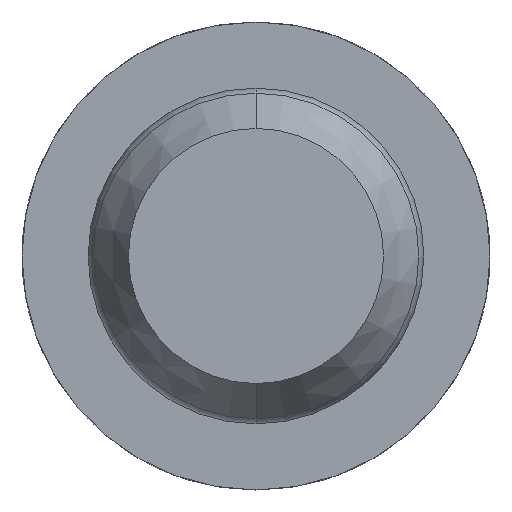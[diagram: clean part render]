
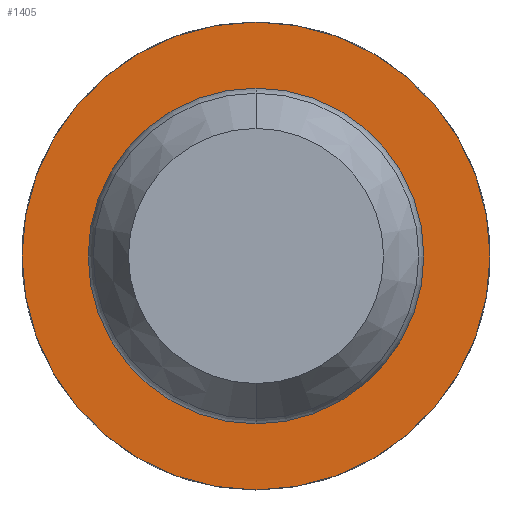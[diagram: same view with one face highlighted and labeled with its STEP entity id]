
A CAD part, front view. The second image highlights one B-rep face of the part: STEP entity #1405.
In plain terms, the highlighted planar face has unit normal (0, -1, 0).
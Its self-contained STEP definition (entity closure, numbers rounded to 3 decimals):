
#37 = EDGE_CURVE ( 'NONE', #406, #4241, #2550, .T. ) ;
#105 = VERTEX_POINT ( 'NONE', #4238 ) ;
#195 = AXIS2_PLACEMENT_3D ( 'NONE', #4215, #1722, #3486 ) ;
#202 = DIRECTION ( 'NONE',  ( 0., 0., 1. ) ) ;
#336 = CARTESIAN_POINT ( 'NONE',  ( 1.15, -10.5, 0. ) ) ;
#356 = EDGE_CURVE ( 'NONE', #4241, #406, #548, .T. ) ;
#406 = VERTEX_POINT ( 'NONE', #2283 ) ;
#548 = CIRCLE ( 'NONE', #1792, 0.825 ) ;
#554 = CARTESIAN_POINT ( 'NONE',  ( 0., -10.5, 0. ) ) ;
#569 = DIRECTION ( 'NONE',  ( 0., 1., 0. ) ) ;
#1089 = FACE_BOUND ( 'NONE', #1397, .T. ) ;
#1188 = FACE_OUTER_BOUND ( 'NONE', #1228, .T. ) ;
#1228 = EDGE_LOOP ( 'NONE', ( #4160, #3876 ) ) ;
#1397 = EDGE_LOOP ( 'NONE', ( #3331, #4101 ) ) ;
#1405 = ADVANCED_FACE ( 'NONE', ( #1188, #1089 ), #3777, .F. ) ;
#1671 = CARTESIAN_POINT ( 'NONE',  ( 0., -10.5, 0. ) ) ;
#1722 = DIRECTION ( 'NONE',  ( 0., 1., 0. ) ) ;
#1792 = AXIS2_PLACEMENT_3D ( 'NONE', #4078, #4031, #3014 ) ;
#1977 = DIRECTION ( 'NONE',  ( 0., 1., 0. ) ) ;
#2283 = CARTESIAN_POINT ( 'NONE',  ( 0., -10.5, 0.825 ) ) ;
#2401 = CARTESIAN_POINT ( 'NONE',  ( 0., -10.5, -0.825 ) ) ;
#2550 = CIRCLE ( 'NONE', #3469, 0.825 ) ;
#2653 = VERTEX_POINT ( 'NONE', #4305 ) ;
#2824 = CIRCLE ( 'NONE', #3145, 1.15 ) ;
#2874 = AXIS2_PLACEMENT_3D ( 'NONE', #336, #1977, #3040 ) ;
#3014 = DIRECTION ( 'NONE',  ( 0., 0., 1. ) ) ;
#3040 = DIRECTION ( 'NONE',  ( 0., 0., 1. ) ) ;
#3145 = AXIS2_PLACEMENT_3D ( 'NONE', #1671, #4012, #4113 ) ;
#3331 = ORIENTED_EDGE ( 'NONE', *, *, #37, .T. ) ;
#3469 = AXIS2_PLACEMENT_3D ( 'NONE', #554, #569, #202 ) ;
#3486 = DIRECTION ( 'NONE',  ( 0., 0., 1. ) ) ;
#3607 = EDGE_CURVE ( 'NONE', #2653, #105, #2824, .T. ) ;
#3777 = PLANE ( 'NONE',  #2874 ) ;
#3876 = ORIENTED_EDGE ( 'NONE', *, *, #3607, .F. ) ;
#4012 = DIRECTION ( 'NONE',  ( 0., 1., 0. ) ) ;
#4031 = DIRECTION ( 'NONE',  ( 0., 1., 0. ) ) ;
#4078 = CARTESIAN_POINT ( 'NONE',  ( 0., -10.5, 0. ) ) ;
#4101 = ORIENTED_EDGE ( 'NONE', *, *, #356, .T. ) ;
#4113 = DIRECTION ( 'NONE',  ( 0., 0., 1. ) ) ;
#4135 = CIRCLE ( 'NONE', #195, 1.15 ) ;
#4160 = ORIENTED_EDGE ( 'NONE', *, *, #4314, .F. ) ;
#4215 = CARTESIAN_POINT ( 'NONE',  ( 0., -10.5, 0. ) ) ;
#4238 = CARTESIAN_POINT ( 'NONE',  ( 0., -10.5, 1.15 ) ) ;
#4241 = VERTEX_POINT ( 'NONE', #2401 ) ;
#4305 = CARTESIAN_POINT ( 'NONE',  ( 0., -10.5, -1.15 ) ) ;
#4314 = EDGE_CURVE ( 'NONE', #105, #2653, #4135, .T. ) ;
